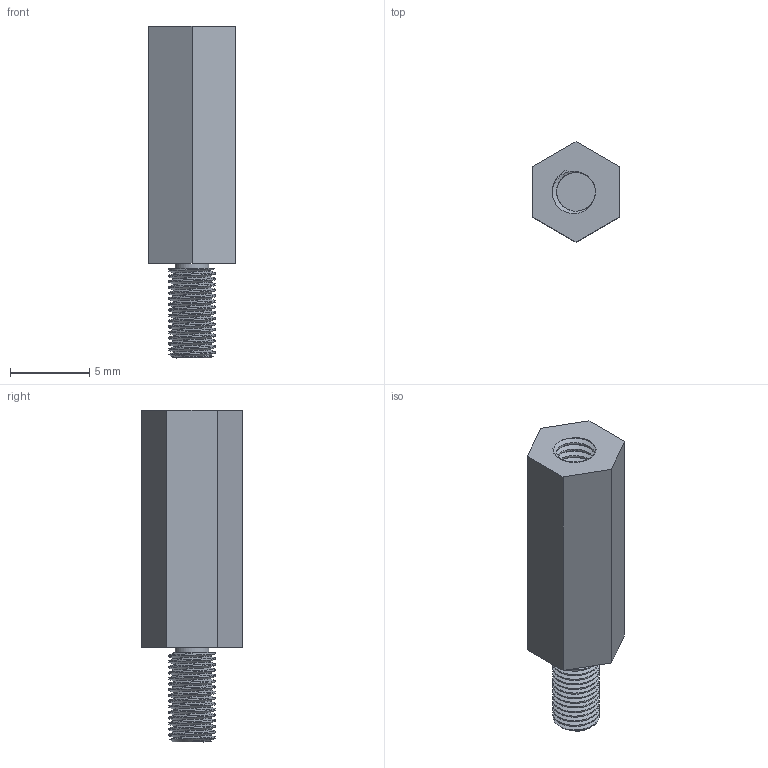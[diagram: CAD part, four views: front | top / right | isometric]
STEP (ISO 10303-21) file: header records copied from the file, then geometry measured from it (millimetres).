
FILE_DESCRIPTION(/* description */ ('Unknown'),/* implementation_level */ '2;1');
FILE_NAME(/* name */ 'CBMFTS270A',/* time_stamp */ '2023-07-13T09:01:07+02:00',/* author */ ('Unknown'),/* organization */ ('Unknown'),/* preprocessor_version */ 'ST-DEVELOPER v18.102',/* originating_system */ 'Solid Edge',/* authorisation */ 'Unknown');
FILE_SCHEMA (('AUTOMOTIVE_DESIGN {1 0 10303 214 3 1 1}'));
Length unit declared in the file: millimetre
Products named in the file (1): CBMFTS270A
Bounding box: 5.5 x 6.35 x 21 mm (x, y, z)
Volume: 391.3 mm3; surface area: 535.3 mm2
Topology: 2 solids, 2 shells, 24 faces, 54 edges, 36 vertices
Faces by surface type: plane 14, cylinder 5, bspline 4, cone 1
Full cylindrical faces by diameter (mm): 2.147 x1
Entity records: 7449 total; most frequent: CARTESIAN_POINT 6922, ORIENTED_EDGE 106, DIRECTION 89, EDGE_CURVE 53, VERTEX_POINT 36, AXIS2_PLACEMENT_3D 32, EDGE_LOOP 27, FACE_BOUND 27
